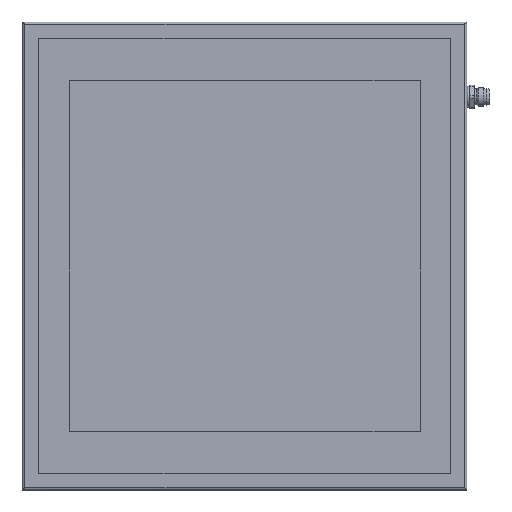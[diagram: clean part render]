
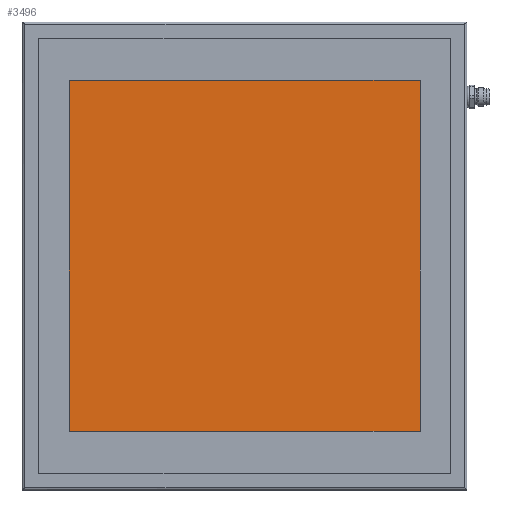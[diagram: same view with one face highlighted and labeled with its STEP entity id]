
A CAD part, top view. The second image highlights one B-rep face of the part: STEP entity #3496.
In plain terms, the highlighted planar face has unit normal (0, 0, 1).
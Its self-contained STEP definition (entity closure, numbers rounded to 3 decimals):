
#1673=ORIENTED_EDGE('',*,*,#2131,.T.);
#1674=ORIENTED_EDGE('',*,*,#2132,.T.);
#1675=ORIENTED_EDGE('',*,*,#2126,.T.);
#1676=ORIENTED_EDGE('',*,*,#2129,.T.);
#1858=VECTOR('',#2654,1.);
#1861=VECTOR('',#2659,1.);
#1863=VECTOR('',#2663,1.);
#1864=VECTOR('',#2666,1.);
#1922=LINE('',#3048,#1858);
#1925=LINE('',#3053,#1861);
#1927=LINE('',#3057,#1863);
#1928=LINE('',#3059,#1864);
#2001=VERTEX_POINT('',#3045);
#2002=VERTEX_POINT('',#3047);
#2003=VERTEX_POINT('',#3051);
#2004=VERTEX_POINT('',#3055);
#2126=EDGE_CURVE('',#2002,#2001,#1922,.T.);
#2129=EDGE_CURVE('',#2001,#2003,#1925,.T.);
#2131=EDGE_CURVE('',#2003,#2004,#1927,.T.);
#2132=EDGE_CURVE('',#2004,#2002,#1928,.T.);
#2262=EDGE_LOOP('',(#1673,#1674,#1675,#1676));
#2414=FACE_BOUND('',#2262,.T.);
#2654=DIRECTION('',(150.,0.,0.));
#2659=DIRECTION('',(0.,150.,0.));
#2663=DIRECTION('',(-150.,0.,0.));
#2666=DIRECTION('',(0.,-150.,0.));
#2667=DIRECTION('',(0.,0.,1.));
#2668=DIRECTION('',(0.,-1.,0.));
#3045=CARTESIAN_POINT('',(170.,25.,18.8));
#3047=CARTESIAN_POINT('',(20.,25.,18.8));
#3048=CARTESIAN_POINT('',(20.,25.,18.8));
#3051=CARTESIAN_POINT('',(170.,175.,18.8));
#3053=CARTESIAN_POINT('',(170.,25.,18.8));
#3055=CARTESIAN_POINT('',(20.,175.,18.8));
#3057=CARTESIAN_POINT('',(170.,175.,18.8));
#3059=CARTESIAN_POINT('',(20.,175.,18.8));
#3060=CARTESIAN_POINT('',(170.,175.,18.8));
#3316=AXIS2_PLACEMENT_3D('',#3060,#2667,#2668);
#3444=PLANE('',#3316);
#3496=ADVANCED_FACE('',(#2414),#3444,.T.);
